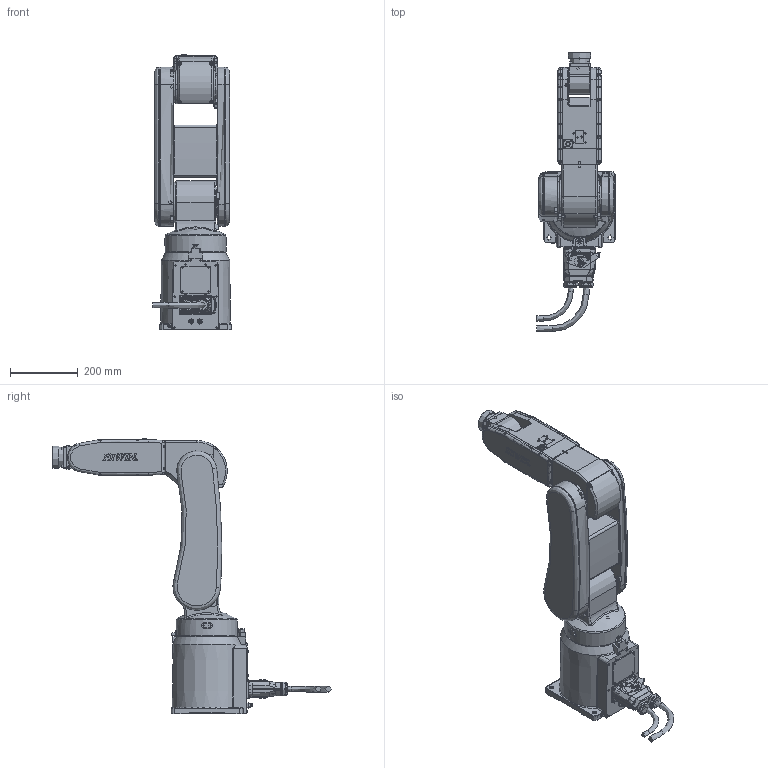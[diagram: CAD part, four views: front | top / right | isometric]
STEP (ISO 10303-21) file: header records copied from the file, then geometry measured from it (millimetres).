
FILE_DESCRIPTION(/* description */ (''),/* implementation_level */ '2;1');
FILE_NAME(/* name */ 'RT605-710-GB_3D_v3.stp',/* time_stamp */ '2019-06-06T13:14:06+08:00',/* author */ ('yiting'),/* organization */ (''),/* preprocessor_version */ 'ST-DEVELOPER v16.5',/* originating_system */ 'Autodesk Inventor 2017',/* authorisation */ '');
FILE_SCHEMA (('AUTOMOTIVE_DESIGN { 1 0 10303 214 3 1 1 }'));
Products named in the file (9): RT605-710-GB_3D_v3; RT605-710-GB_002; RT605-710-GB_003; RT605-710-GB_004; RT605-710-GB_005; RT605-710-GB_006; RT605-710-GB_007; RT605-710-GB_008; RT605-710-GB_001
Assembly tree (8 placements, depth 2):
  RT605-710-GB_3D_v3
    RT605-710-GB_002
    RT605-710-GB_003
    RT605-710-GB_004
    RT605-710-GB_005
    RT605-710-GB_006
    RT605-710-GB_007
    RT605-710-GB_008
    RT605-710-GB_001
Bounding box: 230.88 x 821.15 x 811.75 mm (x, y, z)
Volume: 23972915 mm3; surface area: 1391060.3 mm2
Topology: 8 solids, 89 shells, 6506 faces, 17762 edges, 11336 vertices
Faces by surface type: plane 3765, cylinder 1589, cone 458, bspline 453, torus 217, sphere 24
Full cylindrical faces by diameter (mm): 1 x2, 1.7 x4, 2 x2, 2.6 x2, 3 x20, 3.4 x18, 4 x4, 4.134 x6, 4.3 x2, 4.5 x2, 4.6 x2, 5 x4, 5.4 x48, 6 x4, 7 x8, 7.9 x1, 8 x10, 8.4 x4, 8.5 x4, 9 x1, 9.5 x2, 9.6 x1, 10 x7, 10.1 x1, 11 x4, 12 x6, 12.8 x1, 15 x3, 15.3 x1, 16 x1
Entity records: 230738 total; most frequent: CARTESIAN_POINT 67606, ORIENTED_EDGE 33882, DIRECTION 33437, EDGE_CURVE 16964, AXIS2_PLACEMENT_3D 11528, VERTEX_POINT 11112, LINE 10381, VECTOR 10381
